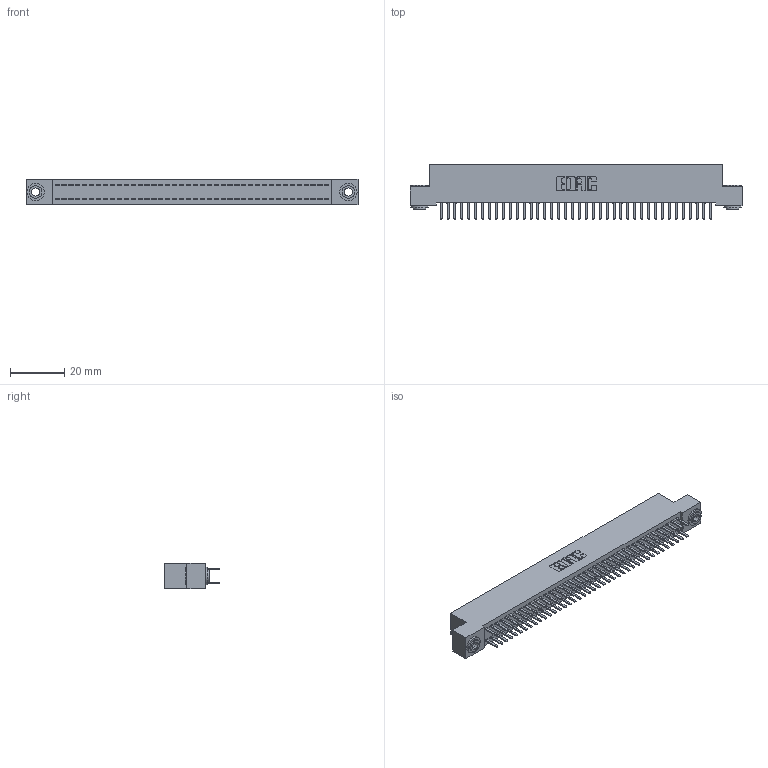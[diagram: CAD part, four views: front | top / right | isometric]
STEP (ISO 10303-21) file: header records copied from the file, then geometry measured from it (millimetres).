
FILE_DESCRIPTION (( 'STEP AP203' ), '1' );
FILE_NAME ('392-080-520-203.STEP', '2018-08-18T02:39:10', ( '' ), ( '' ), 'SwSTEP 2.0', 'SolidWorks 2016', '' );
FILE_SCHEMA (( 'CONFIG_CONTROL_DESIGN' ));
Length unit declared in the file: inch
Products named in the file (4): 342 Part_.156 TH; 345-292-001_345-293-120; 342-250-002_345-250-002-102; 392-080-520-203
Assembly tree (83 placements, depth 2):
  392-080-520-203
    342 Part_.156 TH
    345-292-001_345-293-120  x80
    342-250-002_345-250-002-102  x2
Bounding box: 121.92 x 20.02 x 9.4 mm (x, y, z)
Volume: 10932.7 mm3; surface area: 17877.5 mm2
Topology: 83 solids, 83 shells, 4628 faces, 13415 edges, 8726 vertices
Faces by surface type: plane 3116, cylinder 1504, cone 8
Entity records: 26624 total; most frequent: CARTESIAN_POINT 4401, ORIENTED_EDGE 4318, DIRECTION 3785, EDGE_CURVE 2159, VECTOR 2003, LINE 2003, VERTEX_POINT 1434, AXIS2_PLACEMENT_3D 891
